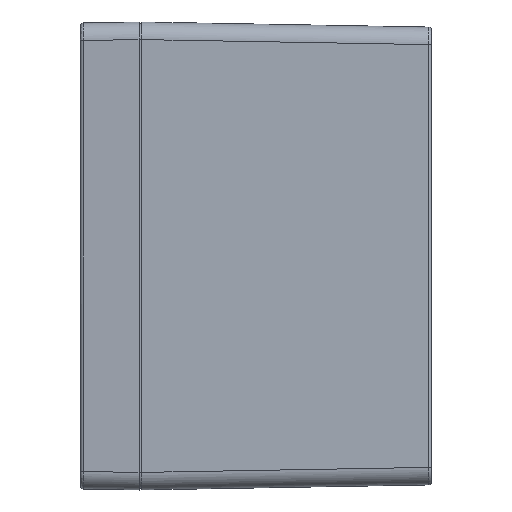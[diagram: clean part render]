
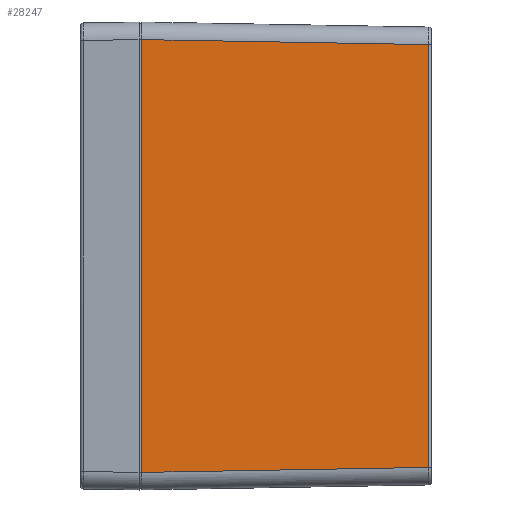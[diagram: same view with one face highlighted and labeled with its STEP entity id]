
A CAD part, left-side view. The second image highlights one B-rep face of the part: STEP entity #28247.
In plain terms, the highlighted face is planar.
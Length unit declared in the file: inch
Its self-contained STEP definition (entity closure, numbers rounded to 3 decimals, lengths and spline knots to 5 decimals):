
#3791 = DIRECTION ( 'NONE',  ( 0.017, 0.017, -1. ) ) ;
#4926 = CARTESIAN_POINT ( 'NONE',  ( -4.72372, 2.91273, -0.03937 ) ) ;
#15009 = VERTEX_POINT ( 'NONE', #86979 ) ;
#18892 = EDGE_CURVE ( 'NONE', #21686, #68706, #44397, .T. ) ;
#21686 = VERTEX_POINT ( 'NONE', #92154 ) ;
#24936 = FACE_OUTER_BOUND ( 'NONE', #46435, .T. ) ;
#28247 = ADVANCED_FACE ( 'NONE', ( #24936 ), #55527, .T. ) ;
#35895 = VERTEX_POINT ( 'NONE', #4926 ) ;
#35929 = CARTESIAN_POINT ( 'NONE',  ( -4.65636, 2.84538, -3.89832 ) ) ;
#38219 = ORIENTED_EDGE ( 'NONE', *, *, #68406, .T. ) ;
#38366 = ORIENTED_EDGE ( 'NONE', *, *, #57891, .T. ) ;
#41080 = DIRECTION ( 'NONE',  ( 0.017, -0.017, -1. ) ) ;
#42337 = CARTESIAN_POINT ( 'NONE',  ( -4.72352, -2.91253, -0.05082 ) ) ;
#43540 = VECTOR ( 'NONE', #41080, 39.37008 ) ;
#44397 = LINE ( 'NONE', #64979, #53891 ) ;
#46247 = ORIENTED_EDGE ( 'NONE', *, *, #18892, .F. ) ;
#46435 = EDGE_LOOP ( 'NONE', ( #46247, #68247, #38366, #38219 ) ) ;
#48977 = CARTESIAN_POINT ( 'NONE',  ( -4.72441, 3.14961, 0. ) ) ;
#53891 = VECTOR ( 'NONE', #95607, 39.37008 ) ;
#53930 = EDGE_CURVE ( 'NONE', #15009, #21686, #94549, .T. ) ;
#54210 = LINE ( 'NONE', #78812, #97600 ) ;
#55527 = PLANE ( 'NONE',  #83862 ) ;
#57891 = EDGE_CURVE ( 'NONE', #15009, #35895, #54210, .T. ) ;
#64979 = CARTESIAN_POINT ( 'NONE',  ( -4.65636, 1.5748, -3.89832 ) ) ;
#68247 = ORIENTED_EDGE ( 'NONE', *, *, #53930, .F. ) ;
#68406 = EDGE_CURVE ( 'NONE', #35895, #68706, #93350, .T. ) ;
#68706 = VERTEX_POINT ( 'NONE', #35929 ) ;
#72115 = DIRECTION ( 'NONE',  ( -0.017, 0., 1. ) ) ;
#77365 = DIRECTION ( 'NONE',  ( 0., 1., 0. ) ) ;
#78812 = CARTESIAN_POINT ( 'NONE',  ( -4.72372, 3.14961, -0.03937 ) ) ;
#79652 = DIRECTION ( 'NONE',  ( -1., 0., -0.017 ) ) ;
#81167 = VECTOR ( 'NONE', #3791, 39.37008 ) ;
#83862 = AXIS2_PLACEMENT_3D ( 'NONE', #48977, #79652, #72115 ) ;
#86979 = CARTESIAN_POINT ( 'NONE',  ( -4.72372, -2.91273, -0.03937 ) ) ;
#92154 = CARTESIAN_POINT ( 'NONE',  ( -4.65636, -2.84538, -3.89832 ) ) ;
#93350 = LINE ( 'NONE', #94295, #43540 ) ;
#94295 = CARTESIAN_POINT ( 'NONE',  ( -4.72372, 2.91273, -0.03937 ) ) ;
#94549 = LINE ( 'NONE', #42337, #81167 ) ;
#95607 = DIRECTION ( 'NONE',  ( 0., 1., 0. ) ) ;
#97600 = VECTOR ( 'NONE', #77365, 39.37008 ) ;
